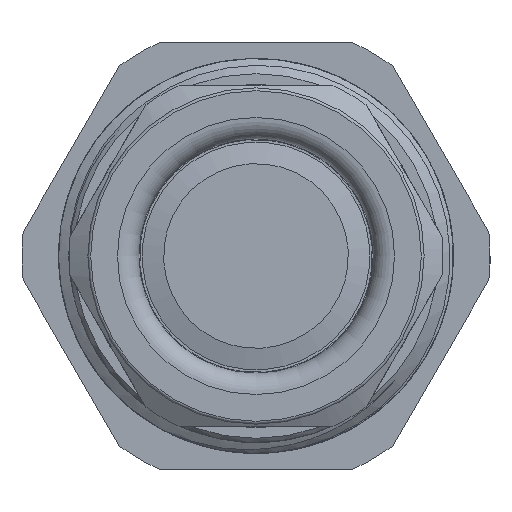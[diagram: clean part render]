
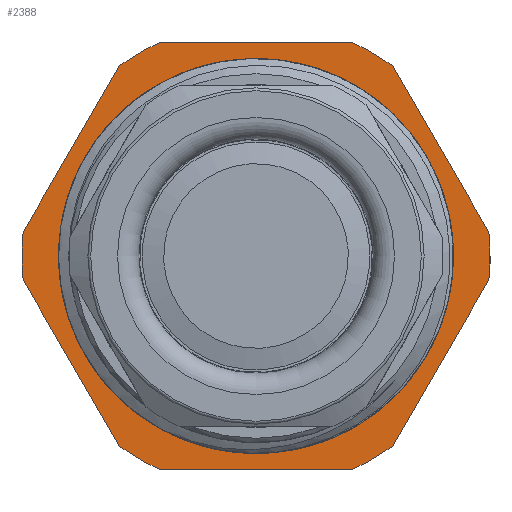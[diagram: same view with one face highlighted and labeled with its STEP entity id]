
A CAD part, left-side view. The second image highlights one B-rep face of the part: STEP entity #2388.
In plain terms, the highlighted planar face has unit normal (-1, 0, 0).
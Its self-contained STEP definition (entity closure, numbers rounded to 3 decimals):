
#150=LINE('',#6476,#198);
#154=LINE('',#6485,#202);
#158=LINE('',#6494,#206);
#162=LINE('',#6503,#210);
#166=LINE('',#6512,#214);
#170=LINE('',#6521,#218);
#198=VECTOR('',#3058,10.);
#202=VECTOR('',#3064,10.);
#206=VECTOR('',#3070,10.);
#210=VECTOR('',#3076,10.);
#214=VECTOR('',#3082,10.);
#218=VECTOR('',#3088,10.);
#322=PLANE('',#2673);
#382=FACE_BOUND('',#735,.T.);
#544=FACE_OUTER_BOUND('',#734,.T.);
#734=EDGE_LOOP('',(#1789,#1790,#1791,#1792,#1793,#1794,#1795,#1796,#1797,
#1798,#1799,#1800));
#735=EDGE_LOOP('',(#1801));
#1019=CIRCLE('',#2663,13.104);
#1021=CIRCLE('',#2674,16.44);
#1022=CIRCLE('',#2675,16.44);
#1023=CIRCLE('',#2676,16.44);
#1024=CIRCLE('',#2677,16.44);
#1025=CIRCLE('',#2678,16.44);
#1026=CIRCLE('',#2679,16.44);
#1200=VERTEX_POINT('',#3946);
#1207=VERTEX_POINT('',#6473);
#1208=VERTEX_POINT('',#6475);
#1211=VERTEX_POINT('',#6482);
#1212=VERTEX_POINT('',#6484);
#1215=VERTEX_POINT('',#6491);
#1216=VERTEX_POINT('',#6493);
#1219=VERTEX_POINT('',#6500);
#1220=VERTEX_POINT('',#6502);
#1223=VERTEX_POINT('',#6509);
#1224=VERTEX_POINT('',#6511);
#1227=VERTEX_POINT('',#6518);
#1228=VERTEX_POINT('',#6520);
#1431=EDGE_CURVE('',#1200,#1200,#1019,.T.);
#1445=EDGE_CURVE('',#1208,#1207,#150,.T.);
#1449=EDGE_CURVE('',#1212,#1211,#154,.T.);
#1453=EDGE_CURVE('',#1216,#1215,#158,.T.);
#1457=EDGE_CURVE('',#1220,#1219,#162,.T.);
#1461=EDGE_CURVE('',#1224,#1223,#166,.T.);
#1465=EDGE_CURVE('',#1228,#1227,#170,.T.);
#1467=EDGE_CURVE('',#1224,#1207,#1021,.T.);
#1468=EDGE_CURVE('',#1212,#1223,#1022,.T.);
#1469=EDGE_CURVE('',#1220,#1211,#1023,.T.);
#1470=EDGE_CURVE('',#1216,#1219,#1024,.T.);
#1471=EDGE_CURVE('',#1228,#1215,#1025,.T.);
#1472=EDGE_CURVE('',#1208,#1227,#1026,.T.);
#1789=ORIENTED_EDGE('',*,*,#1445,.T.);
#1790=ORIENTED_EDGE('',*,*,#1467,.F.);
#1791=ORIENTED_EDGE('',*,*,#1461,.T.);
#1792=ORIENTED_EDGE('',*,*,#1468,.F.);
#1793=ORIENTED_EDGE('',*,*,#1449,.T.);
#1794=ORIENTED_EDGE('',*,*,#1469,.F.);
#1795=ORIENTED_EDGE('',*,*,#1457,.T.);
#1796=ORIENTED_EDGE('',*,*,#1470,.F.);
#1797=ORIENTED_EDGE('',*,*,#1453,.T.);
#1798=ORIENTED_EDGE('',*,*,#1471,.F.);
#1799=ORIENTED_EDGE('',*,*,#1465,.T.);
#1800=ORIENTED_EDGE('',*,*,#1472,.F.);
#1801=ORIENTED_EDGE('',*,*,#1431,.T.);
#2388=ADVANCED_FACE('',(#544,#382),#322,.T.);
#2663=AXIS2_PLACEMENT_3D('',#3947,#3046,#3047);
#2673=AXIS2_PLACEMENT_3D('',#6523,#3090,#3091);
#2674=AXIS2_PLACEMENT_3D('',#6524,#3092,#3093);
#2675=AXIS2_PLACEMENT_3D('',#6525,#3094,#3095);
#2676=AXIS2_PLACEMENT_3D('',#6526,#3096,#3097);
#2677=AXIS2_PLACEMENT_3D('',#6527,#3098,#3099);
#2678=AXIS2_PLACEMENT_3D('',#6528,#3100,#3101);
#2679=AXIS2_PLACEMENT_3D('',#6529,#3102,#3103);
#3046=DIRECTION('center_axis',(1.,0.,0.));
#3047=DIRECTION('ref_axis',(0.,0.,-1.));
#3058=DIRECTION('',(0.,0.5,-0.866));
#3064=DIRECTION('',(0.,-1.,0.));
#3070=DIRECTION('',(0.,0.5,0.866));
#3076=DIRECTION('',(0.,-0.5,0.866));
#3082=DIRECTION('',(0.,-0.5,-0.866));
#3088=DIRECTION('',(0.,1.,0.));
#3090=DIRECTION('center_axis',(-1.,0.,0.));
#3091=DIRECTION('ref_axis',(0.,0.,1.));
#3092=DIRECTION('center_axis',(1.,0.,0.));
#3093=DIRECTION('ref_axis',(0.,0.,-1.));
#3094=DIRECTION('center_axis',(1.,0.,0.));
#3095=DIRECTION('ref_axis',(0.,0.,-1.));
#3096=DIRECTION('center_axis',(1.,0.,0.));
#3097=DIRECTION('ref_axis',(0.,0.,-1.));
#3098=DIRECTION('center_axis',(1.,0.,0.));
#3099=DIRECTION('ref_axis',(0.,0.,-1.));
#3100=DIRECTION('center_axis',(1.,0.,0.));
#3101=DIRECTION('ref_axis',(0.,0.,-1.));
#3102=DIRECTION('center_axis',(1.,0.,0.));
#3103=DIRECTION('ref_axis',(0.,0.,-1.));
#3946=CARTESIAN_POINT('',(-19.27,13.104,0.));
#3947=CARTESIAN_POINT('Origin',(-19.27,0.,0.));
#6473=CARTESIAN_POINT('',(-19.27,16.355,1.673));
#6475=CARTESIAN_POINT('',(-19.27,9.626,13.327));
#6476=CARTESIAN_POINT('',(-19.27,13.363,6.854));
#6482=CARTESIAN_POINT('',(-19.27,-6.729,-15.));
#6484=CARTESIAN_POINT('',(-19.27,6.729,-15.));
#6485=CARTESIAN_POINT('',(-19.27,11.584,-15.));
#6491=CARTESIAN_POINT('',(-19.27,-9.626,13.327));
#6493=CARTESIAN_POINT('',(-19.27,-16.355,1.673));
#6494=CARTESIAN_POINT('',(-19.27,-12.618,8.146));
#6500=CARTESIAN_POINT('',(-19.27,-16.355,-1.673));
#6502=CARTESIAN_POINT('',(-19.27,-9.626,-13.327));
#6503=CARTESIAN_POINT('',(-19.27,-9.253,-13.973));
#6509=CARTESIAN_POINT('',(-19.27,9.626,-13.327));
#6511=CARTESIAN_POINT('',(-19.27,16.355,-1.673));
#6512=CARTESIAN_POINT('',(-19.27,16.728,-1.027));
#6518=CARTESIAN_POINT('',(-19.27,6.729,15.));
#6520=CARTESIAN_POINT('',(-19.27,-6.729,15.));
#6521=CARTESIAN_POINT('',(-19.27,4.856,15.));
#6523=CARTESIAN_POINT('Origin',(-19.27,16.44,0.));
#6524=CARTESIAN_POINT('Origin',(-19.27,0.,0.));
#6525=CARTESIAN_POINT('Origin',(-19.27,0.,0.));
#6526=CARTESIAN_POINT('Origin',(-19.27,0.,0.));
#6527=CARTESIAN_POINT('Origin',(-19.27,0.,0.));
#6528=CARTESIAN_POINT('Origin',(-19.27,0.,0.));
#6529=CARTESIAN_POINT('Origin',(-19.27,0.,0.));
